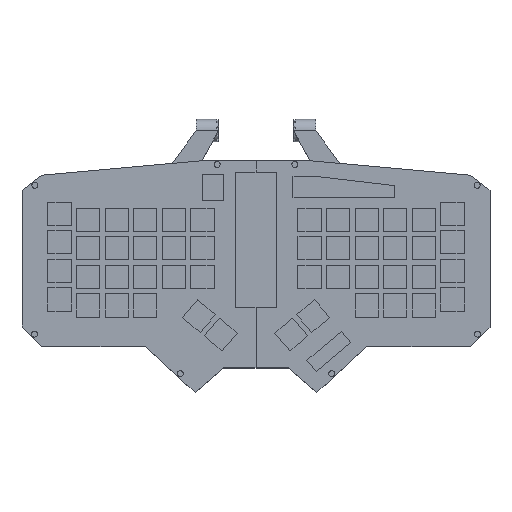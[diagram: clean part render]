
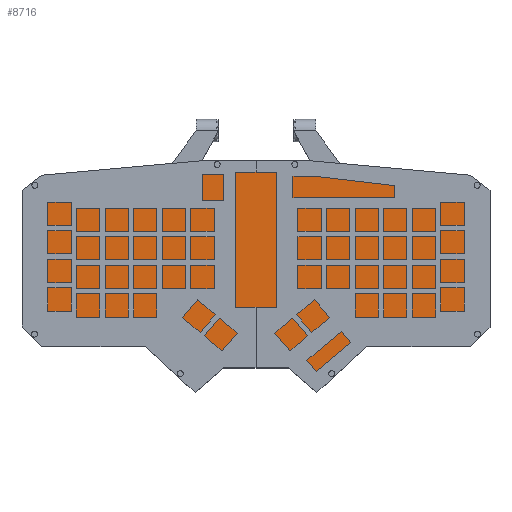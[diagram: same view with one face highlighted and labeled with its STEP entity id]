
A CAD part, top view. The second image highlights one B-rep face of the part: STEP entity #8716.
In plain terms, the highlighted planar face has unit normal (0, 0, 1).
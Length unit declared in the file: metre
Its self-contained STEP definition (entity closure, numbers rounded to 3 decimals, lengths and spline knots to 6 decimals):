
#2284=ORIENTED_EDGE('',*,*,#4099,.F.);
#2285=ORIENTED_EDGE('',*,*,#4100,.F.);
#2286=ORIENTED_EDGE('',*,*,#4101,.T.);
#2287=ORIENTED_EDGE('',*,*,#4102,.F.);
#2288=ORIENTED_EDGE('',*,*,#4103,.F.);
#2289=ORIENTED_EDGE('',*,*,#4104,.F.);
#2290=ORIENTED_EDGE('',*,*,#4105,.F.);
#2291=ORIENTED_EDGE('',*,*,#4106,.F.);
#2292=ORIENTED_EDGE('',*,*,#4107,.F.);
#2293=ORIENTED_EDGE('',*,*,#4108,.F.);
#2294=ORIENTED_EDGE('',*,*,#4109,.F.);
#2295=ORIENTED_EDGE('',*,*,#4110,.F.);
#2296=ORIENTED_EDGE('',*,*,#4111,.F.);
#2297=ORIENTED_EDGE('',*,*,#4112,.F.);
#2298=ORIENTED_EDGE('',*,*,#4113,.F.);
#2299=ORIENTED_EDGE('',*,*,#4114,.F.);
#2300=ORIENTED_EDGE('',*,*,#4115,.F.);
#2301=ORIENTED_EDGE('',*,*,#4116,.F.);
#2302=ORIENTED_EDGE('',*,*,#4117,.F.);
#2303=ORIENTED_EDGE('',*,*,#4118,.F.);
#4099=EDGE_CURVE('',#5131,#5132,#6042,.T.);
#4100=EDGE_CURVE('',#5133,#5131,#6043,.T.);
#4101=EDGE_CURVE('',#5133,#5134,#6044,.T.);
#4102=EDGE_CURVE('',#5135,#5134,#6045,.T.);
#4103=EDGE_CURVE('',#5136,#5135,#6046,.T.);
#4104=EDGE_CURVE('',#5137,#5136,#6047,.T.);
#4105=EDGE_CURVE('',#5138,#5137,#6048,.T.);
#4106=EDGE_CURVE('',#5139,#5138,#6049,.T.);
#4107=EDGE_CURVE('',#5140,#5139,#6050,.T.);
#4108=EDGE_CURVE('',#5141,#5140,#6051,.T.);
#4109=EDGE_CURVE('',#5142,#5141,#6052,.T.);
#4110=EDGE_CURVE('',#5143,#5142,#6053,.T.);
#4111=EDGE_CURVE('',#5144,#5143,#6054,.T.);
#4112=EDGE_CURVE('',#5145,#5144,#6055,.T.);
#4113=EDGE_CURVE('',#5146,#5145,#6056,.T.);
#4114=EDGE_CURVE('',#5147,#5146,#6057,.T.);
#4115=EDGE_CURVE('',#5148,#5147,#6058,.T.);
#4116=EDGE_CURVE('',#5149,#5148,#6059,.T.);
#4117=EDGE_CURVE('',#5150,#5149,#6060,.T.);
#4118=EDGE_CURVE('',#5132,#5150,#6061,.T.);
#5131=VERTEX_POINT('',#13262);
#5132=VERTEX_POINT('',#13263);
#5133=VERTEX_POINT('',#13265);
#5134=VERTEX_POINT('',#13267);
#5135=VERTEX_POINT('',#13269);
#5136=VERTEX_POINT('',#13271);
#5137=VERTEX_POINT('',#13273);
#5138=VERTEX_POINT('',#13275);
#5139=VERTEX_POINT('',#13277);
#5140=VERTEX_POINT('',#13279);
#5141=VERTEX_POINT('',#13281);
#5142=VERTEX_POINT('',#13283);
#5143=VERTEX_POINT('',#13285);
#5144=VERTEX_POINT('',#13287);
#5145=VERTEX_POINT('',#13289);
#5146=VERTEX_POINT('',#13291);
#5147=VERTEX_POINT('',#13293);
#5148=VERTEX_POINT('',#13295);
#5149=VERTEX_POINT('',#13297);
#5150=VERTEX_POINT('',#13299);
#6042=LINE('',#13261,#6877);
#6043=LINE('',#13264,#6878);
#6044=LINE('',#13266,#6879);
#6045=LINE('',#13268,#6880);
#6046=LINE('',#13270,#6881);
#6047=LINE('',#13272,#6882);
#6048=LINE('',#13274,#6883);
#6049=LINE('',#13276,#6884);
#6050=LINE('',#13278,#6885);
#6051=LINE('',#13280,#6886);
#6052=LINE('',#13282,#6887);
#6053=LINE('',#13284,#6888);
#6054=LINE('',#13286,#6889);
#6055=LINE('',#13288,#6890);
#6056=LINE('',#13290,#6891);
#6057=LINE('',#13292,#6892);
#6058=LINE('',#13294,#6893);
#6059=LINE('',#13296,#6894);
#6060=LINE('',#13298,#6895);
#6061=LINE('',#13300,#6896);
#6877=VECTOR('',#10764,1.);
#6878=VECTOR('',#10765,1.);
#6879=VECTOR('',#10766,1.);
#6880=VECTOR('',#10767,1.);
#6881=VECTOR('',#10768,1.);
#6882=VECTOR('',#10769,1.);
#6883=VECTOR('',#10770,1.);
#6884=VECTOR('',#10771,1.);
#6885=VECTOR('',#10772,1.);
#6886=VECTOR('',#10773,1.);
#6887=VECTOR('',#10774,1.);
#6888=VECTOR('',#10775,1.);
#6889=VECTOR('',#10776,1.);
#6890=VECTOR('',#10777,1.);
#6891=VECTOR('',#10778,1.);
#6892=VECTOR('',#10779,1.);
#6893=VECTOR('',#10780,1.);
#6894=VECTOR('',#10781,1.);
#6895=VECTOR('',#10782,1.);
#6896=VECTOR('',#10783,1.);
#7347=EDGE_LOOP('',(#2284,#2285,#2286,#2287,#2288,#2289,#2290,#2291,#2292,
#2293,#2294,#2295,#2296,#2297,#2298,#2299,#2300,#2301,#2302,#2303));
#7952=FACE_BOUND('',#7347,.T.);
#8407=PLANE('',#9272);
#8716=ADVANCED_FACE('',(#7952),#8407,.F.);
#9272=AXIS2_PLACEMENT_3D('',#13260,#10762,#10763);
#10762=DIRECTION('',(0.,0.,-1.));
#10763=DIRECTION('',(1.,0.,0.));
#10764=DIRECTION('',(0.,-1.,0.));
#10765=DIRECTION('',(1.,0.,0.));
#10766=DIRECTION('',(0.,-1.,0.));
#10767=DIRECTION('',(1.,0.,0.));
#10768=DIRECTION('',(0.996,0.091,0.));
#10769=DIRECTION('',(0.8,0.6,0.));
#10770=DIRECTION('',(0.,1.,0.));
#10771=DIRECTION('',(-0.707,0.707,0.));
#10772=DIRECTION('',(-1.,0.,0.));
#10773=DIRECTION('',(-0.735,0.678,0.));
#10774=DIRECTION('',(-0.759,-0.651,0.));
#10775=DIRECTION('',(-1.,0.,0.));
#10776=DIRECTION('',(-0.759,0.651,0.));
#10777=DIRECTION('',(-0.735,-0.678,0.));
#10778=DIRECTION('',(-1.,0.,0.));
#10779=DIRECTION('',(-0.707,-0.707,0.));
#10780=DIRECTION('',(0.,-1.,0.));
#10781=DIRECTION('',(0.8,-0.6,0.));
#10782=DIRECTION('',(0.996,-0.091,0.));
#10783=DIRECTION('',(1.,0.,0.));
#13260=CARTESIAN_POINT('',(0.169009,-0.096364,0.));
#13261=CARTESIAN_POINT('',(0.179009,-0.021602,0.));
#13262=CARTESIAN_POINT('',(0.179009,-0.019103,0.));
#13263=CARTESIAN_POINT('',(0.179009,-0.024103,0.));
#13264=CARTESIAN_POINT('',(0.192004,-0.019103,0.));
#13265=CARTESIAN_POINT('',(0.159009,-0.019103,0.));
#13266=CARTESIAN_POINT('',(0.159009,-0.021602,0.));
#13267=CARTESIAN_POINT('',(0.159009,-0.024103,0.));
#13268=CARTESIAN_POINT('',(0.146127,-0.024103,0.));
#13269=CARTESIAN_POINT('',(0.133245,-0.024103,0.));
#13270=CARTESIAN_POINT('',(0.080693,-0.02888,0.));
#13271=CARTESIAN_POINT('',(0.028142,-0.033657,0.));
#13272=CARTESIAN_POINT('',(0.023066,-0.037464,0.));
#13273=CARTESIAN_POINT('',(0.01799,-0.041271,0.));
#13274=CARTESIAN_POINT('',(0.01799,-0.084591,0.));
#13275=CARTESIAN_POINT('',(0.01799,-0.12791,0.));
#13276=CARTESIAN_POINT('',(0.023045,-0.132966,0.));
#13277=CARTESIAN_POINT('',(0.028101,-0.138021,0.));
#13278=CARTESIAN_POINT('',(0.062641,-0.138021,0.));
#13279=CARTESIAN_POINT('',(0.09718,-0.138021,0.));
#13280=CARTESIAN_POINT('',(0.112842,-0.152478,0.));
#13281=CARTESIAN_POINT('',(0.128503,-0.166934,0.));
#13282=CARTESIAN_POINT('',(0.137035,-0.159622,0.));
#13283=CARTESIAN_POINT('',(0.145566,-0.152309,0.));
#13284=CARTESIAN_POINT('',(0.169009,-0.152309,0.));
#13285=CARTESIAN_POINT('',(0.192451,-0.152309,0.));
#13286=CARTESIAN_POINT('',(0.200983,-0.159622,0.));
#13287=CARTESIAN_POINT('',(0.209515,-0.166934,0.));
#13288=CARTESIAN_POINT('',(0.225176,-0.152478,0.));
#13289=CARTESIAN_POINT('',(0.240837,-0.138021,0.));
#13290=CARTESIAN_POINT('',(0.275377,-0.138021,0.));
#13291=CARTESIAN_POINT('',(0.309917,-0.138021,0.));
#13292=CARTESIAN_POINT('',(0.314972,-0.132966,0.));
#13293=CARTESIAN_POINT('',(0.320028,-0.12791,0.));
#13294=CARTESIAN_POINT('',(0.320028,-0.084591,0.));
#13295=CARTESIAN_POINT('',(0.320028,-0.041271,0.));
#13296=CARTESIAN_POINT('',(0.314952,-0.037464,0.));
#13297=CARTESIAN_POINT('',(0.309876,-0.033657,0.));
#13298=CARTESIAN_POINT('',(0.257324,-0.02888,0.));
#13299=CARTESIAN_POINT('',(0.204773,-0.024103,0.));
#13300=CARTESIAN_POINT('',(0.191891,-0.024103,0.));
